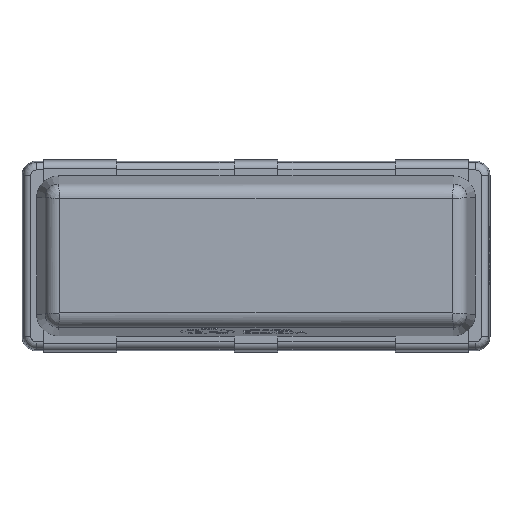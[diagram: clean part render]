
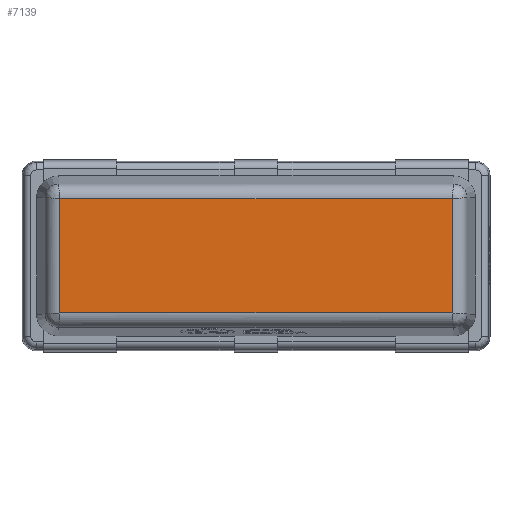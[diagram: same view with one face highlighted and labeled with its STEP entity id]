
A CAD part, top view. The second image highlights one B-rep face of the part: STEP entity #7139.
In plain terms, the highlighted planar face has unit normal (0, 0, 1).
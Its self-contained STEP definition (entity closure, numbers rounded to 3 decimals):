
#592=FACE_OUTER_BOUND('',#990,.T.);
#990=EDGE_LOOP('',(#4918,#4919,#4920,#4921));
#1552=LINE('',#11139,#2256);
#1553=LINE('',#11141,#2257);
#1554=LINE('',#11143,#2258);
#1555=LINE('',#11144,#2259);
#2256=VECTOR('',#8453,1.);
#2257=VECTOR('',#8454,1.);
#2258=VECTOR('',#8455,1.);
#2259=VECTOR('',#8456,1.);
#3054=VERTEX_POINT('',#11137);
#3055=VERTEX_POINT('',#11138);
#3056=VERTEX_POINT('',#11140);
#3057=VERTEX_POINT('',#11142);
#3792=EDGE_CURVE('',#3054,#3055,#1552,.T.);
#3793=EDGE_CURVE('',#3055,#3056,#1553,.T.);
#3794=EDGE_CURVE('',#3056,#3057,#1554,.T.);
#3795=EDGE_CURVE('',#3057,#3054,#1555,.T.);
#4918=ORIENTED_EDGE('',*,*,#3792,.T.);
#4919=ORIENTED_EDGE('',*,*,#3793,.T.);
#4920=ORIENTED_EDGE('',*,*,#3794,.T.);
#4921=ORIENTED_EDGE('',*,*,#3795,.T.);
#6510=PLANE('',#7626);
#7139=ADVANCED_FACE('',(#592),#6510,.T.);
#7626=AXIS2_PLACEMENT_3D('',#11136,#8451,#8452);
#8451=DIRECTION('center_axis',(0.,0.,1.));
#8452=DIRECTION('ref_axis',(1.,0.,0.));
#8453=DIRECTION('',(0.,-1.,0.));
#8454=DIRECTION('',(1.,0.,0.));
#8455=DIRECTION('',(0.,1.,0.));
#8456=DIRECTION('',(-1.,0.,0.));
#11136=CARTESIAN_POINT('Origin',(1.347,-0.397,0.81));
#11137=CARTESIAN_POINT('',(-1.34,0.39,0.81));
#11138=CARTESIAN_POINT('',(-1.34,-0.39,0.81));
#11139=CARTESIAN_POINT('',(-1.34,-0.397,0.81));
#11140=CARTESIAN_POINT('',(1.34,-0.39,0.81));
#11141=CARTESIAN_POINT('',(1.347,-0.39,0.81));
#11142=CARTESIAN_POINT('',(1.34,0.39,0.81));
#11143=CARTESIAN_POINT('',(1.34,0.397,0.81));
#11144=CARTESIAN_POINT('',(-1.347,0.39,0.81));
